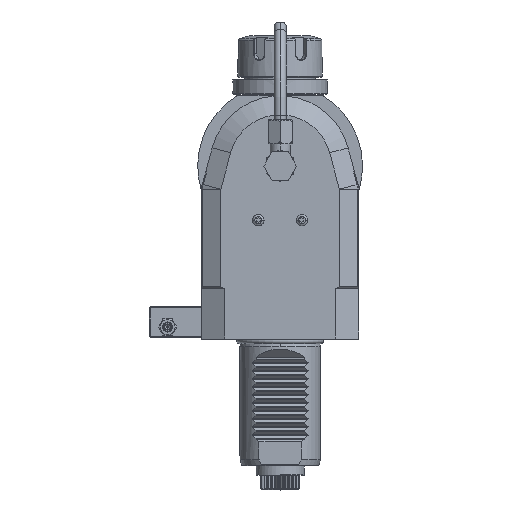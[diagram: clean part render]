
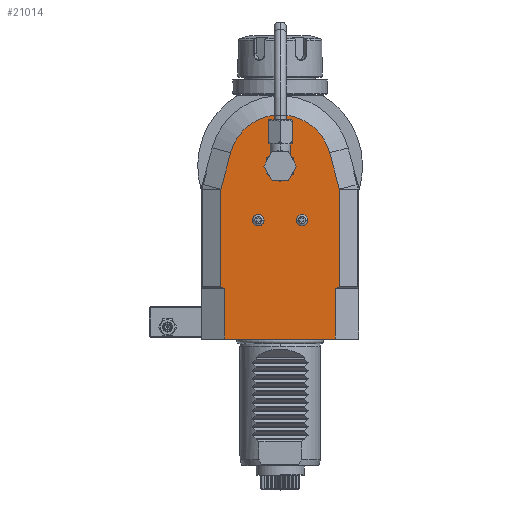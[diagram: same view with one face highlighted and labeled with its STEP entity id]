
A CAD part, top view. The second image highlights one B-rep face of the part: STEP entity #21014.
In plain terms, the highlighted planar face has unit normal (0, 0, 1).
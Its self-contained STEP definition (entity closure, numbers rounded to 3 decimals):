
#4845=DIRECTION('',(-1.,0.,0.));
#4846=VECTOR('',#4845,55.);
#4847=CARTESIAN_POINT('',(27.5,-86.,40.));
#4848=LINE('',#4847,#4846);
#5263=DIRECTION('',(0.,-1.,0.));
#5264=VECTOR('',#5263,25.);
#5265=CARTESIAN_POINT('',(27.5,-61.,40.));
#5266=LINE('',#5265,#5264);
#5267=DIRECTION('',(0.,1.,0.));
#5268=VECTOR('',#5267,25.);
#5269=CARTESIAN_POINT('',(-27.5,-86.,40.));
#5270=LINE('',#5269,#5268);
#5271=DIRECTION('',(0.894,-0.447,0.));
#5272=VECTOR('',#5271,2.236);
#5273=CARTESIAN_POINT('',(-29.5,-60.,40.));
#5274=LINE('',#5273,#5272);
#5275=DIRECTION('',(0.,-1.,0.));
#5276=VECTOR('',#5275,48.363);
#5277=CARTESIAN_POINT('',(-29.5,-11.637,40.));
#5278=LINE('',#5277,#5276);
#5279=CARTESIAN_POINT('',(-29.,-11.637,40.));
#5280=DIRECTION('',(0.,0.,1.));
#5281=DIRECTION('',(-0.966,0.259,0.));
#5282=AXIS2_PLACEMENT_3D('',#5279,#5280,#5281);
#5284=DIRECTION('',(-0.259,-0.966,0.));
#5285=VECTOR('',#5284,18.746);
#5286=CARTESIAN_POINT('',(-24.631,6.6,40.));
#5287=LINE('',#5286,#5285);
#5288=CARTESIAN_POINT('',(0.,0.,40.));
#5289=DIRECTION('',(0.,0.,1.));
#5290=DIRECTION('',(0.966,0.259,0.));
#5291=AXIS2_PLACEMENT_3D('',#5288,#5289,#5290);
#5293=DIRECTION('',(-0.259,0.966,0.));
#5294=VECTOR('',#5293,18.746);
#5295=CARTESIAN_POINT('',(29.483,-11.507,40.));
#5296=LINE('',#5295,#5294);
#5297=CARTESIAN_POINT('',(29.,-11.637,40.));
#5298=DIRECTION('',(0.,0.,1.));
#5299=DIRECTION('',(1.,0.,0.));
#5300=AXIS2_PLACEMENT_3D('',#5297,#5298,#5299);
#5302=DIRECTION('',(0.,1.,0.));
#5303=VECTOR('',#5302,48.363);
#5304=CARTESIAN_POINT('',(29.5,-60.,40.));
#5305=LINE('',#5304,#5303);
#5306=DIRECTION('',(0.894,0.447,0.));
#5307=VECTOR('',#5306,2.236);
#5308=CARTESIAN_POINT('',(27.5,-61.,40.));
#5309=LINE('',#5308,#5307);
#5310=CARTESIAN_POINT('',(0.,0.,40.));
#5311=DIRECTION('',(0.,0.,1.));
#5312=DIRECTION('',(1.,0.,0.));
#5313=AXIS2_PLACEMENT_3D('',#5310,#5311,#5312);
#5315=CARTESIAN_POINT('',(0.,0.,40.));
#5316=DIRECTION('',(0.,0.,1.));
#5317=DIRECTION('',(-1.,0.,0.));
#5318=AXIS2_PLACEMENT_3D('',#5315,#5316,#5317);
#5320=CARTESIAN_POINT('',(10.864,-26.888,40.));
#5321=DIRECTION('',(0.,0.,1.));
#5322=DIRECTION('',(-1.,0.,0.));
#5323=AXIS2_PLACEMENT_3D('',#5320,#5321,#5322);
#5325=CARTESIAN_POINT('',(10.864,-26.888,40.));
#5326=DIRECTION('',(0.,0.,1.));
#5327=DIRECTION('',(1.,0.,0.));
#5328=AXIS2_PLACEMENT_3D('',#5325,#5326,#5327);
#5330=CARTESIAN_POINT('',(-10.864,-26.888,40.));
#5331=DIRECTION('',(0.,0.,1.));
#5332=DIRECTION('',(-1.,0.,0.));
#5333=AXIS2_PLACEMENT_3D('',#5330,#5331,#5332);
#5335=CARTESIAN_POINT('',(-10.864,-26.888,40.));
#5336=DIRECTION('',(0.,0.,1.));
#5337=DIRECTION('',(1.,0.,0.));
#5338=AXIS2_PLACEMENT_3D('',#5335,#5336,#5337);
#16021=CARTESIAN_POINT('',(24.631,6.6,40.));
#16022=CARTESIAN_POINT('',(-24.631,6.6,40.));
#16023=VERTEX_POINT('',#16021);
#16024=VERTEX_POINT('',#16022);
#16029=CARTESIAN_POINT('',(-29.483,-11.507,40.));
#16030=VERTEX_POINT('',#16029);
#16031=CARTESIAN_POINT('',(29.483,-11.507,40.));
#16032=VERTEX_POINT('',#16031);
#16033=CARTESIAN_POINT('',(-29.5,-11.637,40.));
#16034=VERTEX_POINT('',#16033);
#16035=CARTESIAN_POINT('',(29.5,-11.637,40.));
#16036=VERTEX_POINT('',#16035);
#16054=CARTESIAN_POINT('',(29.5,-60.,40.));
#16056=VERTEX_POINT('',#16054);
#16063=CARTESIAN_POINT('',(-29.5,-60.,40.));
#16064=VERTEX_POINT('',#16063);
#16375=CARTESIAN_POINT('',(-13.714,-26.888,40.));
#16376=CARTESIAN_POINT('',(-8.014,-26.888,40.));
#16377=VERTEX_POINT('',#16375);
#16378=VERTEX_POINT('',#16376);
#16411=CARTESIAN_POINT('',(8.014,-26.888,40.));
#16412=CARTESIAN_POINT('',(13.714,-26.888,40.));
#16413=VERTEX_POINT('',#16411);
#16414=VERTEX_POINT('',#16412);
#16550=CARTESIAN_POINT('',(27.5,-61.,40.));
#16551=VERTEX_POINT('',#16550);
#16552=CARTESIAN_POINT('',(-27.5,-61.,40.));
#16553=VERTEX_POINT('',#16552);
#17177=CARTESIAN_POINT('',(6.5,0.,40.));
#17178=CARTESIAN_POINT('',(-6.5,0.,40.));
#17179=VERTEX_POINT('',#17177);
#17180=VERTEX_POINT('',#17178);
#17341=CARTESIAN_POINT('',(-27.5,-86.,40.));
#17343=VERTEX_POINT('',#17341);
#17346=CARTESIAN_POINT('',(27.5,-86.,40.));
#17348=VERTEX_POINT('',#17346);
#20968=CARTESIAN_POINT('',(0.,0.,40.));
#20969=DIRECTION('',(0.,0.,1.));
#20970=DIRECTION('',(1.,0.,0.));
#20971=AXIS2_PLACEMENT_3D('',#20968,#20969,#20970);
#20972=PLANE('',#20971);
#20973=ORIENTED_EDGE('',*,*,#20947,.T.);
#20974=ORIENTED_EDGE('',*,*,#20602,.T.);
#20976=ORIENTED_EDGE('',*,*,#20975,.T.);
#20978=ORIENTED_EDGE('',*,*,#20977,.F.);
#20980=ORIENTED_EDGE('',*,*,#20979,.F.);
#20982=ORIENTED_EDGE('',*,*,#20981,.F.);
#20984=ORIENTED_EDGE('',*,*,#20983,.F.);
#20986=ORIENTED_EDGE('',*,*,#20985,.F.);
#20988=ORIENTED_EDGE('',*,*,#20987,.F.);
#20990=ORIENTED_EDGE('',*,*,#20989,.F.);
#20992=ORIENTED_EDGE('',*,*,#20991,.F.);
#20993=ORIENTED_EDGE('',*,*,#20958,.F.);
#20994=EDGE_LOOP('',(#20973,#20974,#20976,#20978,#20980,#20982,#20984,#20986,
#20988,#20990,#20992,#20993));
#20995=FACE_OUTER_BOUND('',#20994,.F.);
#20997=ORIENTED_EDGE('',*,*,#20996,.T.);
#20999=ORIENTED_EDGE('',*,*,#20998,.T.);
#21000=EDGE_LOOP('',(#20997,#20999));
#21001=FACE_BOUND('',#21000,.F.);
#21003=ORIENTED_EDGE('',*,*,#21002,.T.);
#21005=ORIENTED_EDGE('',*,*,#21004,.T.);
#21006=EDGE_LOOP('',(#21003,#21005));
#21007=FACE_BOUND('',#21006,.F.);
#21009=ORIENTED_EDGE('',*,*,#21008,.T.);
#21011=ORIENTED_EDGE('',*,*,#21010,.T.);
#21012=EDGE_LOOP('',(#21009,#21011));
#21013=FACE_BOUND('',#21012,.F.);
#5283=CIRCLE('',#5282,0.5);
#5292=CIRCLE('',#5291,25.5);
#5301=CIRCLE('',#5300,0.5);
#5314=CIRCLE('',#5313,6.5);
#5319=CIRCLE('',#5318,6.5);
#5324=CIRCLE('',#5323,2.85);
#5329=CIRCLE('',#5328,2.85);
#5334=CIRCLE('',#5333,2.85);
#5339=CIRCLE('',#5338,2.85);
#20602=EDGE_CURVE('',#17348,#17343,#4848,.T.);
#20947=EDGE_CURVE('',#16551,#17348,#5266,.T.);
#20958=EDGE_CURVE('',#16551,#16056,#5309,.T.);
#20975=EDGE_CURVE('',#17343,#16553,#5270,.T.);
#20977=EDGE_CURVE('',#16064,#16553,#5274,.T.);
#20979=EDGE_CURVE('',#16034,#16064,#5278,.T.);
#20981=EDGE_CURVE('',#16030,#16034,#5283,.T.);
#20983=EDGE_CURVE('',#16024,#16030,#5287,.T.);
#20985=EDGE_CURVE('',#16023,#16024,#5292,.T.);
#20987=EDGE_CURVE('',#16032,#16023,#5296,.T.);
#20989=EDGE_CURVE('',#16036,#16032,#5301,.T.);
#20991=EDGE_CURVE('',#16056,#16036,#5305,.T.);
#20996=EDGE_CURVE('',#17179,#17180,#5314,.T.);
#20998=EDGE_CURVE('',#17180,#17179,#5319,.T.);
#21002=EDGE_CURVE('',#16413,#16414,#5324,.T.);
#21004=EDGE_CURVE('',#16414,#16413,#5329,.T.);
#21008=EDGE_CURVE('',#16377,#16378,#5334,.T.);
#21010=EDGE_CURVE('',#16378,#16377,#5339,.T.);
#21014=ADVANCED_FACE('',(#20995,#21001,#21007,#21013),#20972,.T.);
